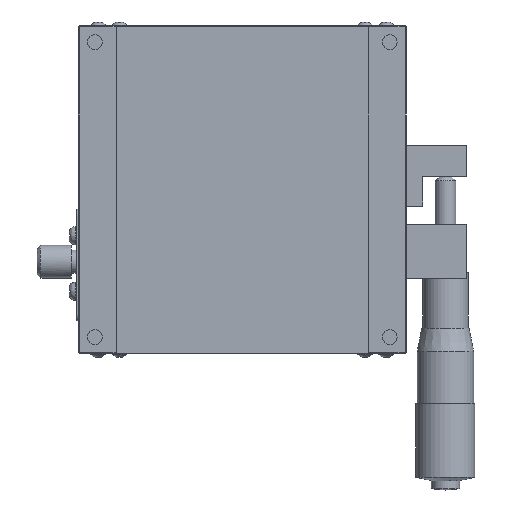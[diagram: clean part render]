
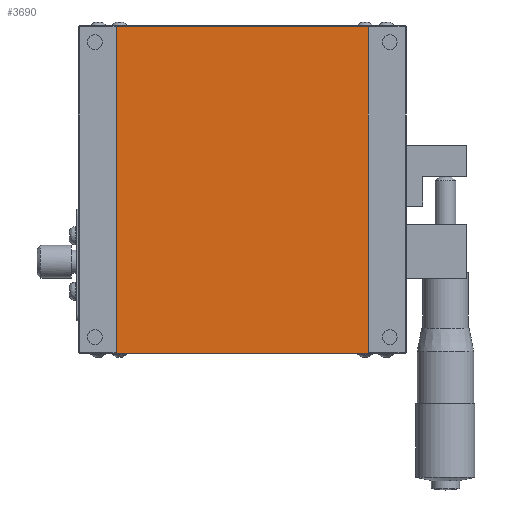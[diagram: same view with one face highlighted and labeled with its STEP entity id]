
A CAD part, front view. The second image highlights one B-rep face of the part: STEP entity #3690.
In plain terms, the highlighted planar face has unit normal (0, -1, 0).
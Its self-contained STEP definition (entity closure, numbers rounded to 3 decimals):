
#550 = EDGE_CURVE ( 'NONE', #10755, #12445, #7498, .T. ) ;
#666 = DIRECTION ( 'NONE',  ( 0., 0., 1. ) ) ;
#1326 = VERTEX_POINT ( 'NONE', #7773 ) ;
#1387 = ORIENTED_EDGE ( 'NONE', *, *, #550, .F. ) ;
#1643 = CARTESIAN_POINT ( 'NONE',  ( 0., 0.2, 49.9 ) ) ;
#2441 = ORIENTED_EDGE ( 'NONE', *, *, #4100, .F. ) ;
#3182 = CARTESIAN_POINT ( 'NONE',  ( -38.5, 0.2, 49.9 ) ) ;
#3690 = ADVANCED_FACE ( 'NONE', ( #12917 ), #6876, .F. ) ;
#3697 = DIRECTION ( 'NONE',  ( 0., 1., 0. ) ) ;
#3882 = LINE ( 'NONE', #1643, #11803 ) ;
#4100 = EDGE_CURVE ( 'NONE', #4654, #10755, #3882, .T. ) ;
#4231 = DIRECTION ( 'NONE',  ( 0., 0., 1. ) ) ;
#4321 = CARTESIAN_POINT ( 'NONE',  ( 0., 0.2, -49.9 ) ) ;
#4586 = DIRECTION ( 'NONE',  ( 0., 0., -1. ) ) ;
#4654 = VERTEX_POINT ( 'NONE', #3182 ) ;
#4825 = CARTESIAN_POINT ( 'NONE',  ( 0., 0.2, 0. ) ) ;
#5255 = AXIS2_PLACEMENT_3D ( 'NONE', #4825, #3697, #666 ) ;
#6064 = VECTOR ( 'NONE', #4231, 1000. ) ;
#6876 = PLANE ( 'NONE',  #5255 ) ;
#6931 = DIRECTION ( 'NONE',  ( 1., 0., 0. ) ) ;
#7498 = LINE ( 'NONE', #11886, #7695 ) ;
#7559 = EDGE_CURVE ( 'NONE', #12445, #1326, #10367, .T. ) ;
#7695 = VECTOR ( 'NONE', #4586, 1000. ) ;
#7773 = CARTESIAN_POINT ( 'NONE',  ( -38.5, 0.2, -49.9 ) ) ;
#8034 = EDGE_CURVE ( 'NONE', #1326, #4654, #12396, .T. ) ;
#8055 = CARTESIAN_POINT ( 'NONE',  ( 38.5, 0.2, 49.9 ) ) ;
#8493 = DIRECTION ( 'NONE',  ( -1., 0., 0. ) ) ;
#8626 = ORIENTED_EDGE ( 'NONE', *, *, #7559, .F. ) ;
#9278 = CARTESIAN_POINT ( 'NONE',  ( -38.5, 0.2, 0. ) ) ;
#10312 = VECTOR ( 'NONE', #8493, 1000. ) ;
#10367 = LINE ( 'NONE', #4321, #10312 ) ;
#10378 = EDGE_LOOP ( 'NONE', ( #2441, #12937, #8626, #1387 ) ) ;
#10755 = VERTEX_POINT ( 'NONE', #8055 ) ;
#11803 = VECTOR ( 'NONE', #6931, 1000. ) ;
#11886 = CARTESIAN_POINT ( 'NONE',  ( 38.5, 0.2, 0. ) ) ;
#12046 = CARTESIAN_POINT ( 'NONE',  ( 38.5, 0.2, -49.9 ) ) ;
#12396 = LINE ( 'NONE', #9278, #6064 ) ;
#12445 = VERTEX_POINT ( 'NONE', #12046 ) ;
#12917 = FACE_OUTER_BOUND ( 'NONE', #10378, .T. ) ;
#12937 = ORIENTED_EDGE ( 'NONE', *, *, #8034, .F. ) ;
